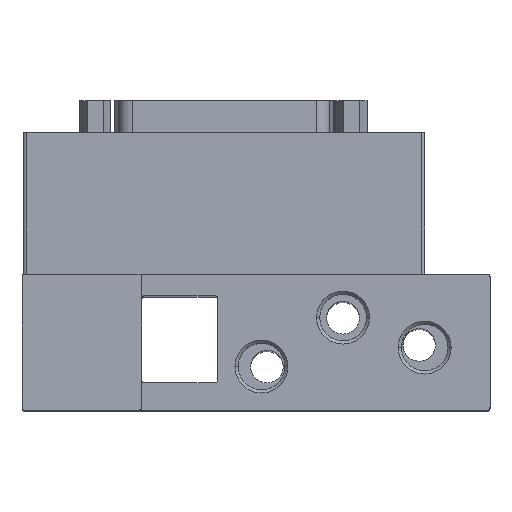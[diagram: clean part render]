
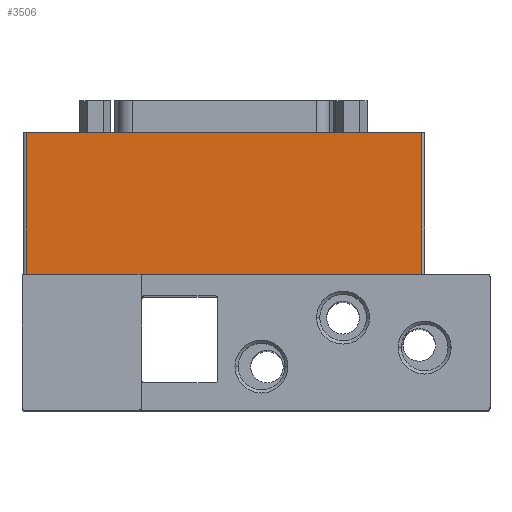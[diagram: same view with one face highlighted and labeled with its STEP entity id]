
A CAD part, top view. The second image highlights one B-rep face of the part: STEP entity #3506.
In plain terms, the highlighted planar face has unit normal (0, 0, 1).
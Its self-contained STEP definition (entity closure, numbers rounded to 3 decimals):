
#883 = CARTESIAN_POINT ( 'NONE',  ( 85.5, 25., -9. ) ) ;
#1110 = VERTEX_POINT ( 'NONE', #8369 ) ;
#1259 = VECTOR ( 'NONE', #6510, 1000. ) ;
#1939 = CARTESIAN_POINT ( 'NONE',  ( 0.75, 51., -9. ) ) ;
#2278 = ORIENTED_EDGE ( 'NONE', *, *, #8029, .F. ) ;
#2631 = DIRECTION ( 'NONE',  ( 1., 0., 0. ) ) ;
#2680 = CARTESIAN_POINT ( 'NONE',  ( 0.75, 51., -9. ) ) ;
#2836 = DIRECTION ( 'NONE',  ( -1., 0., 0. ) ) ;
#3176 = CARTESIAN_POINT ( 'NONE',  ( 0.75, 25., -9. ) ) ;
#3208 = ORIENTED_EDGE ( 'NONE', *, *, #5611, .F. ) ;
#3240 = PLANE ( 'NONE',  #4383 ) ;
#3365 = DIRECTION ( 'NONE',  ( 0., 1., 0. ) ) ;
#3484 = VECTOR ( 'NONE', #2836, 1000. ) ;
#3506 = ADVANCED_FACE ( 'NONE', ( #6552 ), #3240, .F. ) ;
#3543 = CARTESIAN_POINT ( 'NONE',  ( 0.75, 51., -9. ) ) ;
#3715 = EDGE_CURVE ( 'NONE', #7672, #6011, #5466, .T. ) ;
#3729 = VERTEX_POINT ( 'NONE', #5387 ) ;
#4383 = AXIS2_PLACEMENT_3D ( 'NONE', #2680, #6470, #5297 ) ;
#4470 = ORIENTED_EDGE ( 'NONE', *, *, #3715, .F. ) ;
#4522 = LINE ( 'NONE', #7153, #1259 ) ;
#4851 = LINE ( 'NONE', #883, #3484 ) ;
#4972 = VECTOR ( 'NONE', #2631, 1000. ) ;
#5185 = ORIENTED_EDGE ( 'NONE', *, *, #8081, .F. ) ;
#5297 = DIRECTION ( 'NONE',  ( -1., 0., 0. ) ) ;
#5387 = CARTESIAN_POINT ( 'NONE',  ( 73.5, 25., -9. ) ) ;
#5466 = LINE ( 'NONE', #6080, #7266 ) ;
#5611 = EDGE_CURVE ( 'NONE', #3729, #7672, #4851, .T. ) ;
#6011 = VERTEX_POINT ( 'NONE', #3543 ) ;
#6080 = CARTESIAN_POINT ( 'NONE',  ( 0.75, 51., -9. ) ) ;
#6470 = DIRECTION ( 'NONE',  ( 0., 0., -1. ) ) ;
#6510 = DIRECTION ( 'NONE',  ( 0., -1., 0. ) ) ;
#6552 = FACE_OUTER_BOUND ( 'NONE', #7528, .T. ) ;
#7153 = CARTESIAN_POINT ( 'NONE',  ( 73.5, 51., -9. ) ) ;
#7266 = VECTOR ( 'NONE', #3365, 1000. ) ;
#7528 = EDGE_LOOP ( 'NONE', ( #5185, #2278, #4470, #3208 ) ) ;
#7672 = VERTEX_POINT ( 'NONE', #3176 ) ;
#7959 = LINE ( 'NONE', #1939, #4972 ) ;
#8029 = EDGE_CURVE ( 'NONE', #6011, #1110, #7959, .T. ) ;
#8081 = EDGE_CURVE ( 'NONE', #1110, #3729, #4522, .T. ) ;
#8369 = CARTESIAN_POINT ( 'NONE',  ( 73.5, 51., -9. ) ) ;
